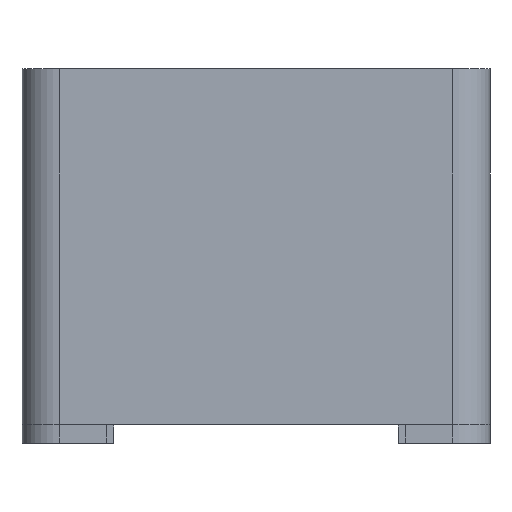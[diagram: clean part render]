
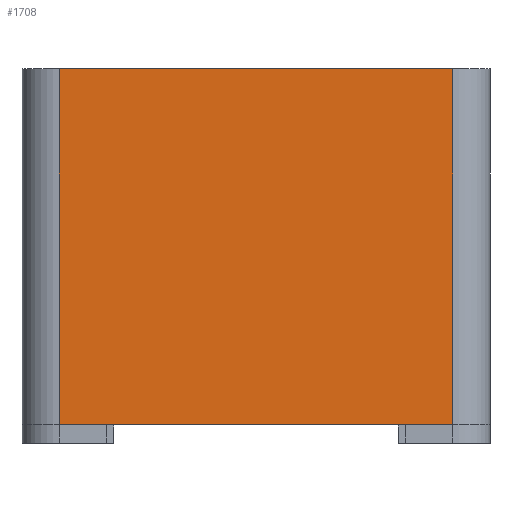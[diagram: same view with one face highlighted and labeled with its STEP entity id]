
A CAD part, front view. The second image highlights one B-rep face of the part: STEP entity #1708.
In plain terms, the highlighted planar face has unit normal (0, -1, 0).
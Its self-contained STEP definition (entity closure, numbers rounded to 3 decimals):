
#1219=CARTESIAN_POINT('',(5.25,-6.25,0.5));
#1220=VERTEX_POINT('',#1219);
#1228=CARTESIAN_POINT('',(-5.25,-6.25,0.5));
#1229=VERTEX_POINT('',#1228);
#1230=CARTESIAN_POINT('',(5.25,-6.25,0.5));
#1231=DIRECTION('',(-1.0,0.0,0.0));
#1232=VECTOR('',#1231,10.5);
#1233=LINE('',#1230,#1232);
#1234=EDGE_CURVE('',#1220,#1229,#1233,.T.);
#1545=CARTESIAN_POINT('',(-5.25,-6.25,10.0));
#1546=VERTEX_POINT('',#1545);
#1556=CARTESIAN_POINT('',(-5.25,-6.25,0.5));
#1557=DIRECTION('',(0.0,0.0,1.0));
#1558=VECTOR('',#1557,9.5);
#1559=LINE('',#1556,#1558);
#1560=EDGE_CURVE('',#1229,#1546,#1559,.T.);
#1672=CARTESIAN_POINT('',(5.25,-6.25,10.0));
#1673=VERTEX_POINT('',#1672);
#1681=CARTESIAN_POINT('',(5.25,-6.25,0.5));
#1682=DIRECTION('',(0.0,0.0,1.0));
#1683=VECTOR('',#1682,9.5);
#1684=LINE('',#1681,#1683);
#1685=EDGE_CURVE('',#1220,#1673,#1684,.T.);
#1692=CARTESIAN_POINT('',(5.25,-6.25,0.5));
#1693=DIRECTION('',(0.0,-1.0,0.0));
#1694=DIRECTION('',(0.0,0.0,-1.0));
#1695=AXIS2_PLACEMENT_3D('',#1692,#1693,#1694);
#1696=PLANE('',#1695);
#1697=CARTESIAN_POINT('',(5.25,-6.25,10.0));
#1698=DIRECTION('',(-1.0,0.0,0.0));
#1699=VECTOR('',#1698,10.5);
#1700=LINE('',#1697,#1699);
#1701=EDGE_CURVE('',#1673,#1546,#1700,.T.);
#1702=ORIENTED_EDGE('',*,*,#1701,.T.);
#1703=ORIENTED_EDGE('',*,*,#1560,.F.);
#1704=ORIENTED_EDGE('',*,*,#1234,.F.);
#1705=ORIENTED_EDGE('',*,*,#1685,.T.);
#1706=EDGE_LOOP('',(#1702,#1703,#1704,#1705));
#1707=FACE_OUTER_BOUND('',#1706,.T.);
#1708=ADVANCED_FACE('',(#1707),#1696,.T.);
